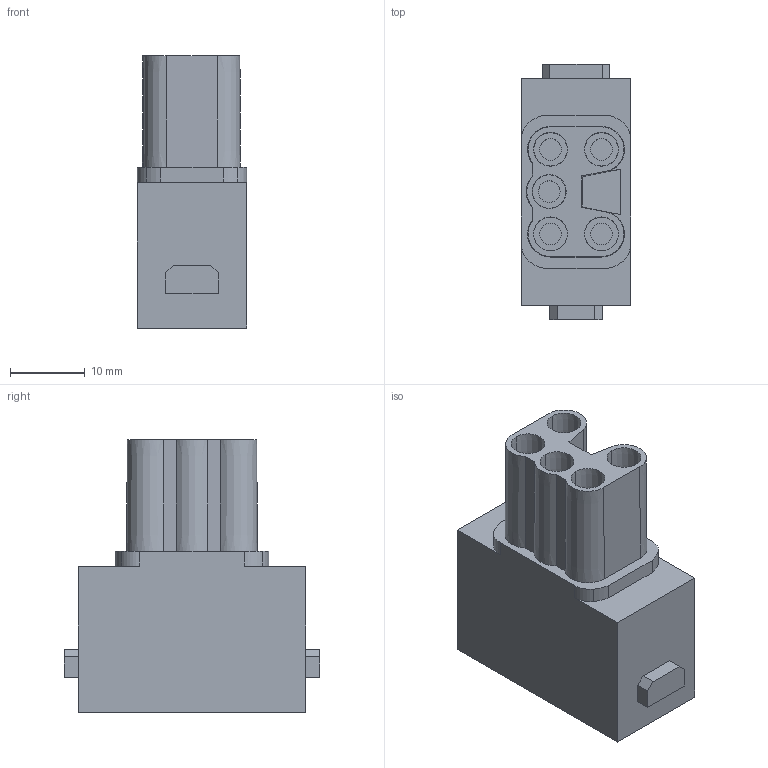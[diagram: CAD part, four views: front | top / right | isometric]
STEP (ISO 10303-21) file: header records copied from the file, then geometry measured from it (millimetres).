
FILE_DESCRIPTION(/* description */ ('Alibre Inc.'),/* implementation_level */ '2;1');
FILE_NAME(/* name */ 'export-B0E1C3E4-5576-4820-B993-CFEEE252790D',/* time_stamp */ '2022-10-06T18:12:50+02:00',/* author */ (''),/* organization */ (''),/* preprocessor_version */ 'ST-DEVELOPER v17',/* originating_system */ 'Alibre',/* authorisation */ '');
FILE_SCHEMA (('AUTOMOTIVE_DESIGN'));
Length unit declared in the file: millimetre
Products named in the file (2): 1417373_HC_M_05_PT_F-select
Bounding box: 14.6 x 34.1 x 36.4 mm (x, y, z)
Volume: 10006.1 mm3; surface area: 5993.4 mm2
Topology: 1 solids, 1 shells, 302 faces, 833 edges, 556 vertices
Faces by surface type: plane 214, cylinder 48, cone 40
Entity records: 13291 total; most frequent: CARTESIAN_POINT 5807, ORIENTED_EDGE 1666, DIRECTION 1211, EDGE_CURVE 833, VECTOR 611, LINE 611, VERTEX_POINT 556, AXIS2_PLACEMENT_3D 407
